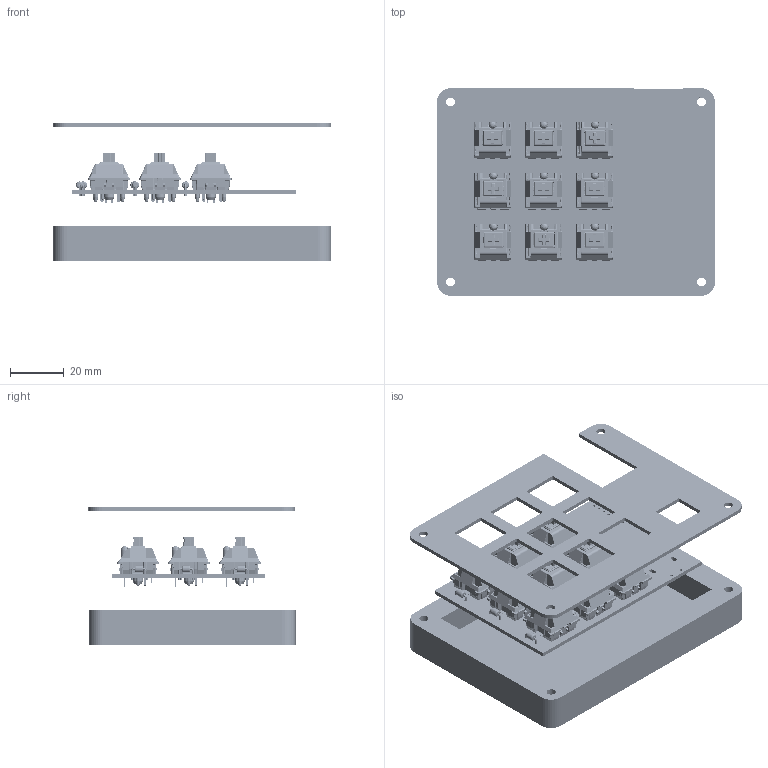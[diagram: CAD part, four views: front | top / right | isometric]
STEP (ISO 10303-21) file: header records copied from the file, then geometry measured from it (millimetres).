
FILE_DESCRIPTION(/* description */ (''),/* implementation_level */ '2;1');
FILE_NAME(/* name */ 'snowpad.step',/* time_stamp */ '2025-11-29T14:25:26-05:00',/* author */ (''),/* organization */ (''),/* preprocessor_version */ 'ST-DEVELOPER v20.1',/* originating_system */ 'Autodesk Translation Framework v14.10.0.0',/* authorisation */ '');
FILE_SCHEMA (('AUTOMOTIVE_DESIGN { 1 0 10303 214 3 1 1 }'));
Length unit declared in the file: millimetre
Products named in the file (12): 2025-11-29-14-16-08-320; 2025-11-29-12-42-31-565; hackpad 1; snowpad_PCB; D_T-1_P5.08mm_Horizontal; b23b2af1c99153fe488ddd7cfa8304c6e30416d8_mx_; MX Öá °´¼ü¡ä_¨¹
___¡§1; MX ס סͥ¨¢¨¬_¡
§¡顧__; MXס ϞñLEDLEDLED; MXÖá ÖáÌå µ×²¿ ¦Ì¡
Á2__Ä¬ÈÏ_¨¢2____¨¨_; ֫½ğ__Ĭɏ__¨¨_; 2025-11-29-12-56-43-748
Assembly tree (27 placements, depth 4):
  2025-11-29-14-16-08-320
    2025-11-29-12-42-31-565
    hackpad 1
      b23b2af1c99153fe488ddd7cfa8304c6e30416d8_mx_  x9
        MX Öá °´¼ü¡ä_¨¹
___¡§1
        MX ס סͥ¨¢¨¬_¡
§¡顧__
        MXס ϞñLEDLEDLED
        MXÖá ÖáÌå µ×²¿ ¦Ì¡
Á2__Ä¬ÈÏ_¨¢2____¨¨_
        ֫½ğ__Ĭɏ__¨¨_
      D_T-1_P5.08mm_Horizontal  x9
      snowpad_PCB
    2025-11-29-12-56-43-748
Bounding box: 103.87 x 77.5 x 51.5 mm (x, y, z)
Volume: 79371.4 mm3; surface area: 71907.8 mm2
Topology: 102 solids, 102 shells, 14113 faces, 34062 edges, 19267 vertices
Faces by surface type: cylinder 6181, plane 4224, torus 1746, sphere 1008, bspline 909, cone 45
Full cylindrical faces by diameter (mm): 0.7 x36, 0.8 x18, 0.889 x14, 1 x23, 1.5 x18, 1.6 x36, 1.7 x18, 2 x9, 2.6 x18, 2.62 x9, 3 x9, 3.4 x8, 3.8 x9, 4 x9, 4.8 x9, 6 x4
Entity records: 56484 total; most frequent: CARTESIAN_POINT 14164, DIRECTION 9283, ORIENTED_EDGE 8450, EDGE_CURVE 4225, AXIS2_PLACEMENT_3D 3527, VERTEX_POINT 2507, LINE 2229, VECTOR 2229
